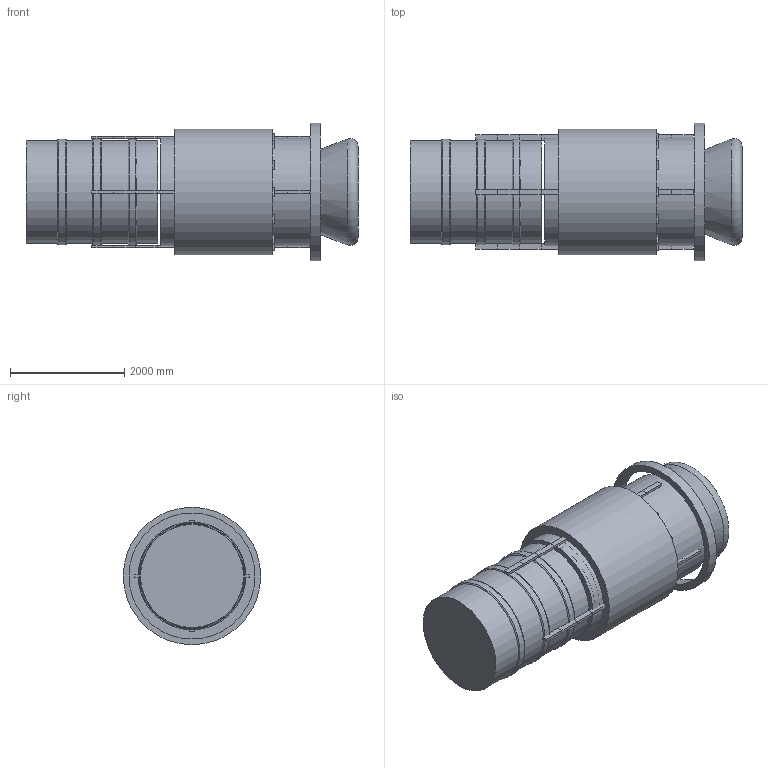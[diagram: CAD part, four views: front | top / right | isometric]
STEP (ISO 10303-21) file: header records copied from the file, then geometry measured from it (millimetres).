
FILE_DESCRIPTION(('FreeCAD Model'),'2;1');
FILE_NAME('Open CASCADE Shape Model','2025-10-30T00:29:07',('Author'),( ''),'Open CASCADE STEP processor 7.8','FreeCAD','Unknown');
FILE_SCHEMA(('AUTOMOTIVE_DESIGN { 1 0 10303 214 1 1 1 1 }'));
Length unit declared in the file: millimetre
Products named in the file (10): Hull_Shell_Fallback; Nose_Loft; Strakes; Main_Nozzle; Cockpit_Integrated_Fallback; Structural_Bands; Reactor_Core; Shield_Internal; Truss_HeavyArmor; Base_Ring
Bounding box: 5800 x 2400 x 2400 mm (x, y, z)
Volume: 24647340121.4 mm3; surface area: 156723534.2 mm2
Topology: 30 solids, 30 shells, 304 faces, 573 edges, 330 vertices
Faces by surface type: plane 273, cylinder 14, torus 14, bspline 1, cone 1, sphere 1
Full cylindrical faces by diameter (mm): 520 x1, 1500 x1, 1600 x1, 1800 x1, 1848 x6, 1880 x1, 2160 x1, 2200 x1, 2400 x1
Entity records: 15374 total; most frequent: CARTESIAN_POINT 2739, DIRECTION 2351, LINE 1587, VECTOR 1587, ORIENTED_EDGE 1144, PCURVE 1144, DEFINITIONAL_REPRESENTATION 1144, EDGE_CURVE 572
